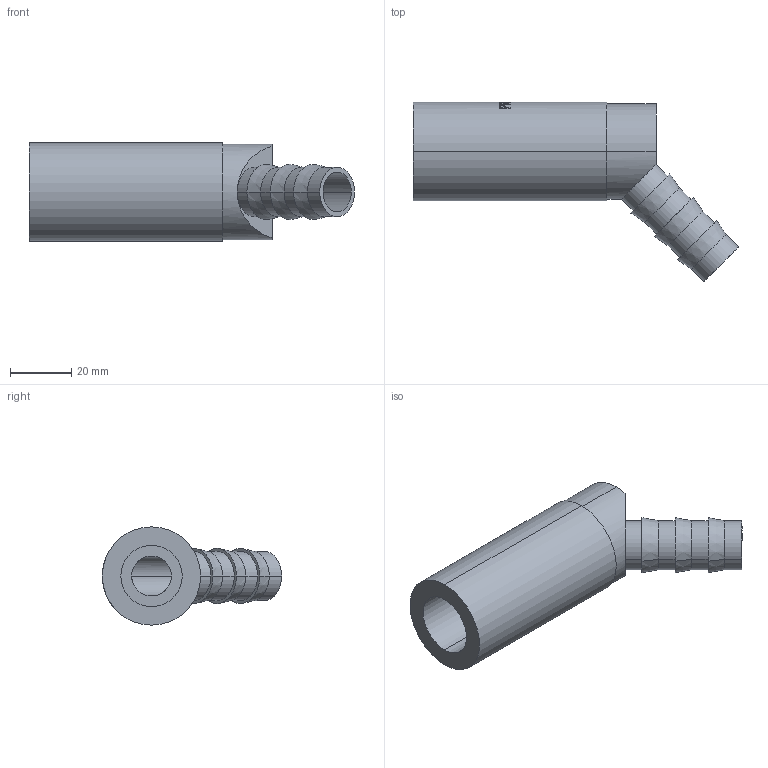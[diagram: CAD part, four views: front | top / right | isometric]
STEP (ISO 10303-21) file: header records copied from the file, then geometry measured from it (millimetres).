
FILE_DESCRIPTION (( 'STEP AP203' ), '1' );
FILE_NAME ('1bbd.STEP', '2022-08-23T09:59:24', ( '' ), ( '' ), 'SwSTEP 2.0', 'SolidWorks 2019', '' );
FILE_SCHEMA (( 'CONFIG_CONTROL_DESIGN' ));
Length unit declared in the file: millimetre
Products named in the file (1): 1bbd
Bounding box: 105.87 x 58.37 x 32 mm (x, y, z)
Volume: 48590.9 mm3; surface area: 16614.4 mm2
Topology: 1 solids, 1 shells, 117 faces, 291 edges, 190 vertices
Faces by surface type: plane 42, bspline 42, cylinder 27, cone 6
Entity records: 8282 total; most frequent: CARTESIAN_POINT 5742, ORIENTED_EDGE 582, DIRECTION 382, EDGE_CURVE 291, VERTEX_POINT 190, AXIS2_PLACEMENT_3D 155, B_SPLINE_CURVE_WITH_KNOTS 136, EDGE_LOOP 133
